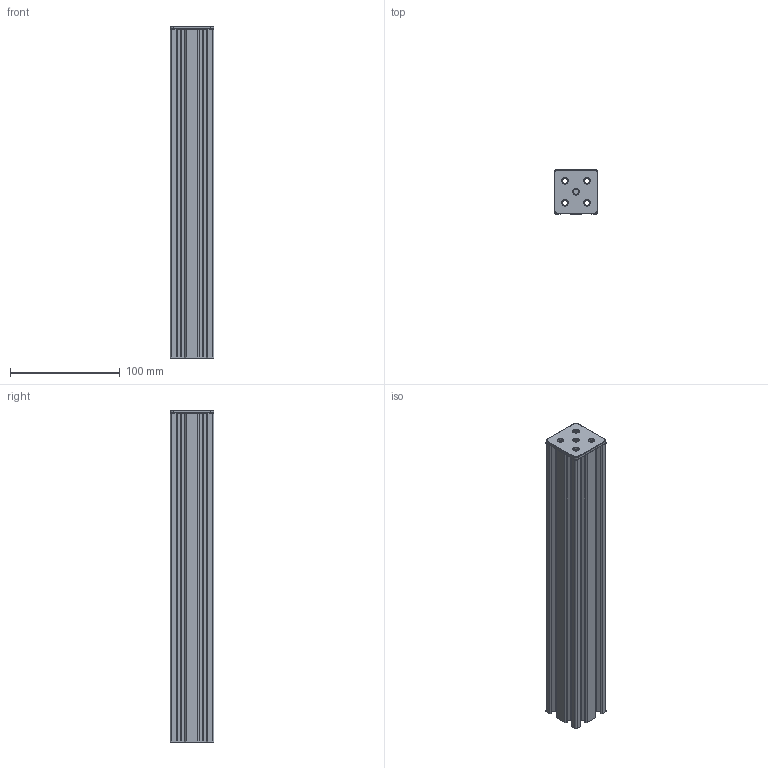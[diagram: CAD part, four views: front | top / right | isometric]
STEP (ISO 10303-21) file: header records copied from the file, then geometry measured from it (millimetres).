
FILE_DESCRIPTION(/* description */ (''),/* implementation_level */ '2;1');
FILE_NAME(/* name */ '4040_FILLER v2.step',/* time_stamp */ '2022-12-30T11:00:14-06:00',/* author */ (''),/* organization */ (''),/* preprocessor_version */ 'ST-DEVELOPER v19.2',/* originating_system */ 'Autodesk Translation Framework v11.17.0.187',/* authorisation */ '');
FILE_SCHEMA (('AUTOMOTIVE_DESIGN { 1 0 10303 214 3 1 1 }'));
Length unit declared in the file: millimetre
Products named in the file (2): 4040_FILLER; 4040
Assembly tree (1 placements, depth 2):
  4040_FILLER
    4040
Bounding box: 40 x 40 x 303 mm (x, y, z)
Volume: 191215.9 mm3; surface area: 229202.8 mm2
Topology: 4 solids, 4 shells, 688 faces, 1747 edges, 1074 vertices
Faces by surface type: plane 379, cylinder 273, torus 36
Full cylindrical faces by diameter (mm): 4.6 x4, 5.2 x10
Entity records: 20409 total; most frequent: CARTESIAN_POINT 3512, DIRECTION 3511, ORIENTED_EDGE 3494, EDGE_CURVE 1747, LINE 1365, VECTOR 1365, VERTEX_POINT 1074, AXIS2_PLACEMENT_3D 1073
